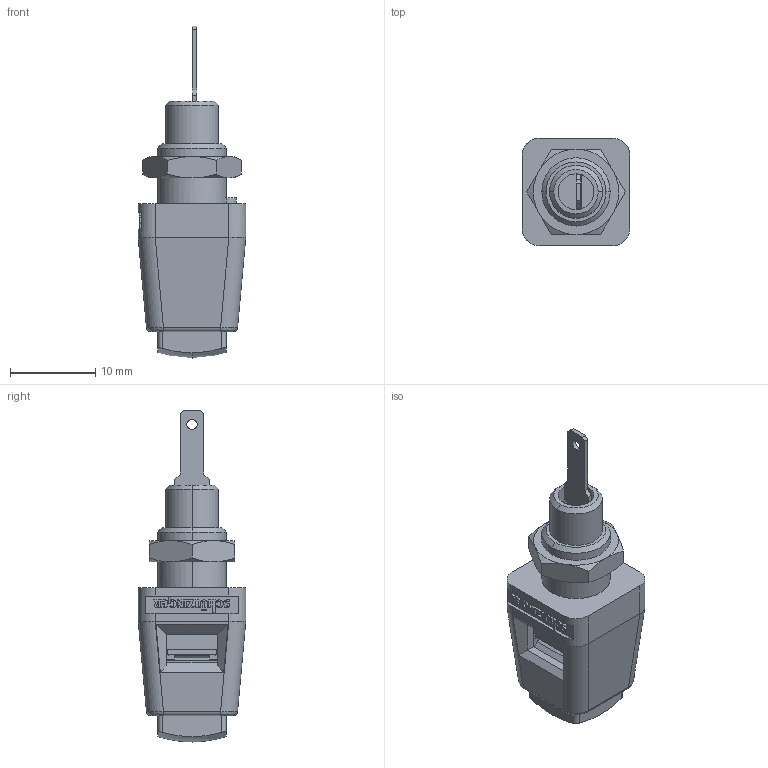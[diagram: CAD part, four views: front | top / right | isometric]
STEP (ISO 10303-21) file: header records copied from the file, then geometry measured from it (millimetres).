
FILE_DESCRIPTION((''),'2;1');
FILE_NAME('6554_ESD_MODIFIZIERT_ASM','2014-11-10T',('wahe'),(''),'PRO/ENGINEER BY PARAMETRIC TECHNOLOGY CORPORATION, 2013230','PRO/ENGINEER BY PARAMETRIC TECHNOLOGY CORPORATION, 2013230','');
FILE_SCHEMA(('CONFIG_CONTROL_DESIGN'));
Length unit declared in the file: millimetre
Products named in the file (1): 6554_ESD_MODIFIZIERT_ASM
Bounding box: 12.6 x 12.6 x 38.9 mm (x, y, z)
Surface area: 3219.1 mm2 (no closed solid volume)
Topology: 0 solids, 5 shells, 431 faces, 1150 edges, 741 vertices
Faces by surface type: plane 271, cylinder 82, extrusion 36, cone 22, bspline 11, torus 7, sphere 2
Entity records: 18352 total; most frequent: CARTESIAN_POINT 4499, ORIENTED_EDGE 2296, DIRECTION 1994, EDGE_CURVE 1148, VECTOR 824, LINE 788, VERTEX_POINT 741, AXIS2_PLACEMENT_3D 585
